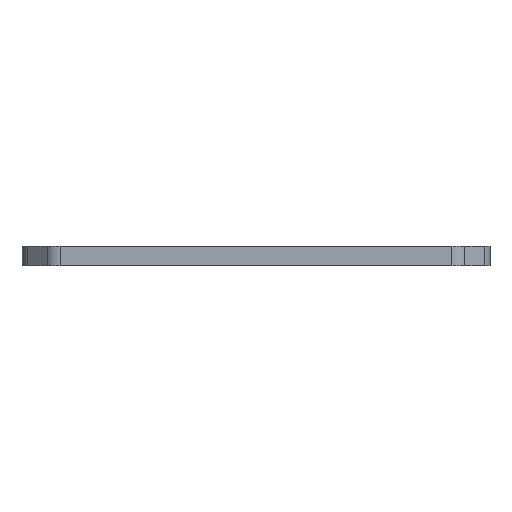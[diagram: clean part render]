
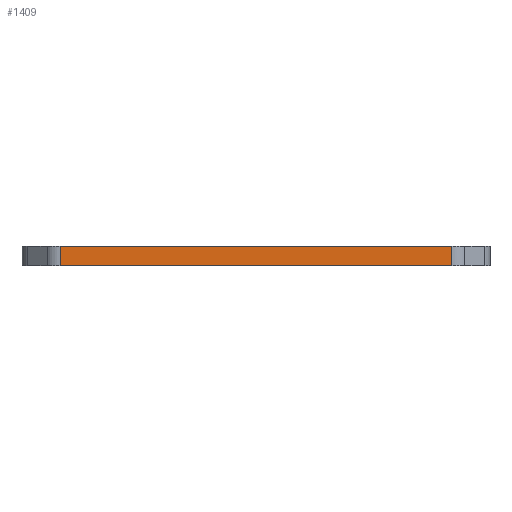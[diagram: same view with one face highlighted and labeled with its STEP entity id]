
A CAD part, front view. The second image highlights one B-rep face of the part: STEP entity #1409.
In plain terms, the highlighted planar face has unit normal (0, -1, 0).
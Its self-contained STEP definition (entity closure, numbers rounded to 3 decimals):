
#48 = CARTESIAN_POINT ( 'NONE',  ( -31.857, 0., -3.175 ) ) ;
#67 = EDGE_CURVE ( 'NONE', #1396, #422, #524, .T. ) ;
#72 = FACE_OUTER_BOUND ( 'NONE', #491, .T. ) ;
#80 = ORIENTED_EDGE ( 'NONE', *, *, #1133, .T. ) ;
#122 = DIRECTION ( 'NONE',  ( 0., -1., 0. ) ) ;
#311 = CARTESIAN_POINT ( 'NONE',  ( -31.857, 0., 0. ) ) ;
#319 = CARTESIAN_POINT ( 'NONE',  ( 31.857, 0., 0. ) ) ;
#356 = CARTESIAN_POINT ( 'NONE',  ( -31.857, 0., -3.175 ) ) ;
#391 = DIRECTION ( 'NONE',  ( 0., 0., -1. ) ) ;
#422 = VERTEX_POINT ( 'NONE', #356 ) ;
#450 = VECTOR ( 'NONE', #956, 1000. ) ;
#486 = EDGE_CURVE ( 'NONE', #1396, #1370, #1302, .T. ) ;
#487 = LINE ( 'NONE', #1450, #450 ) ;
#491 = EDGE_LOOP ( 'NONE', ( #80, #1180, #510, #1015 ) ) ;
#506 = VECTOR ( 'NONE', #843, 1000. ) ;
#510 = ORIENTED_EDGE ( 'NONE', *, *, #486, .F. ) ;
#521 = VECTOR ( 'NONE', #853, 1000. ) ;
#524 = LINE ( 'NONE', #48, #928 ) ;
#781 = VERTEX_POINT ( 'NONE', #1150 ) ;
#793 = DIRECTION ( 'NONE',  ( 0., 0., -1. ) ) ;
#843 = DIRECTION ( 'NONE',  ( 0., 0., 1. ) ) ;
#847 = CARTESIAN_POINT ( 'NONE',  ( 31.857, 0., -3.175 ) ) ;
#853 = DIRECTION ( 'NONE',  ( 1., 0., 0. ) ) ;
#928 = VECTOR ( 'NONE', #391, 1000. ) ;
#956 = DIRECTION ( 'NONE',  ( 1., 0., 0. ) ) ;
#1015 = ORIENTED_EDGE ( 'NONE', *, *, #67, .T. ) ;
#1025 = PLANE ( 'NONE',  #1050 ) ;
#1050 = AXIS2_PLACEMENT_3D ( 'NONE', #1398, #122, #793 ) ;
#1061 = EDGE_CURVE ( 'NONE', #781, #1370, #1136, .T. ) ;
#1133 = EDGE_CURVE ( 'NONE', #422, #781, #487, .T. ) ;
#1136 = LINE ( 'NONE', #847, #506 ) ;
#1150 = CARTESIAN_POINT ( 'NONE',  ( 31.857, 0., -3.175 ) ) ;
#1180 = ORIENTED_EDGE ( 'NONE', *, *, #1061, .T. ) ;
#1302 = LINE ( 'NONE', #1456, #521 ) ;
#1370 = VERTEX_POINT ( 'NONE', #319 ) ;
#1396 = VERTEX_POINT ( 'NONE', #311 ) ;
#1398 = CARTESIAN_POINT ( 'NONE',  ( 38.1, 0., -3.175 ) ) ;
#1409 = ADVANCED_FACE ( 'NONE', ( #72 ), #1025, .T. ) ;
#1450 = CARTESIAN_POINT ( 'NONE',  ( 38.1, 0., -3.175 ) ) ;
#1456 = CARTESIAN_POINT ( 'NONE',  ( 38.1, 0., 0. ) ) ;
